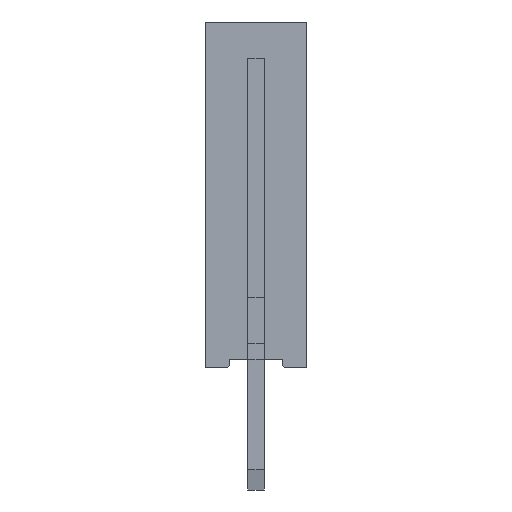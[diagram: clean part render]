
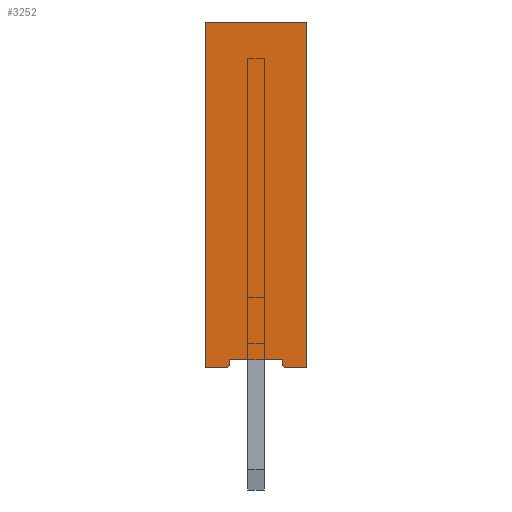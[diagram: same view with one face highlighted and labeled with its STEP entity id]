
A CAD part, front view. The second image highlights one B-rep face of the part: STEP entity #3252.
In plain terms, the highlighted planar face has unit normal (0, -1, 0).
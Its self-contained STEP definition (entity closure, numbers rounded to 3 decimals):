
#1044 = VERTEX_POINT('',#1045);
#1045 = CARTESIAN_POINT('',(-1.25,-72.39,0.));
#1051 = EDGE_CURVE('',#1052,#1044,#1054,.T.);
#1052 = VERTEX_POINT('',#1053);
#1053 = CARTESIAN_POINT('',(-0.75,-72.39,0.));
#1054 = LINE('',#1055,#1056);
#1055 = CARTESIAN_POINT('',(1.25,-72.39,0.));
#1056 = VECTOR('',#1057,1.);
#1057 = DIRECTION('',(-1.,0.,0.));
#1075 = EDGE_CURVE('',#1076,#1052,#1078,.T.);
#1076 = VERTEX_POINT('',#1077);
#1077 = CARTESIAN_POINT('',(-0.65,-72.39,0.1));
#1078 = CIRCLE('',#1079,0.1);
#1079 = AXIS2_PLACEMENT_3D('',#1080,#1081,#1082);
#1080 = CARTESIAN_POINT('',(-0.75,-72.39,0.1));
#1081 = DIRECTION('',(-0.,1.,0.));
#1082 = DIRECTION('',(1.,0.,0.));
#1100 = VERTEX_POINT('',#1101);
#1101 = CARTESIAN_POINT('',(-0.65,-72.39,0.2));
#1107 = EDGE_CURVE('',#1076,#1100,#1108,.T.);
#1108 = LINE('',#1109,#1110);
#1109 = CARTESIAN_POINT('',(-0.65,-72.39,0.1));
#1110 = VECTOR('',#1111,1.);
#1111 = DIRECTION('',(0.,0.,1.));
#1124 = VERTEX_POINT('',#1125);
#1125 = CARTESIAN_POINT('',(0.65,-72.39,0.2));
#1131 = EDGE_CURVE('',#1100,#1124,#1132,.T.);
#1132 = LINE('',#1133,#1134);
#1133 = CARTESIAN_POINT('',(0.95,-72.39,0.2));
#1134 = VECTOR('',#1135,1.);
#1135 = DIRECTION('',(1.,0.,0.));
#2134 = VERTEX_POINT('',#2135);
#2135 = CARTESIAN_POINT('',(0.65,-72.39,0.1));
#2141 = EDGE_CURVE('',#1124,#2134,#2142,.T.);
#2142 = LINE('',#2143,#2144);
#2143 = CARTESIAN_POINT('',(0.65,-72.39,0.05));
#2144 = VECTOR('',#2145,1.);
#2145 = DIRECTION('',(-0.,-0.,-1.));
#2158 = EDGE_CURVE('',#2159,#2134,#2161,.T.);
#2159 = VERTEX_POINT('',#2160);
#2160 = CARTESIAN_POINT('',(0.75,-72.39,0.));
#2161 = CIRCLE('',#2162,0.1);
#2162 = AXIS2_PLACEMENT_3D('',#2163,#2164,#2165);
#2163 = CARTESIAN_POINT('',(0.75,-72.39,0.1));
#2164 = DIRECTION('',(-0.,1.,0.));
#2165 = DIRECTION('',(1.,0.,0.));
#2183 = EDGE_CURVE('',#2184,#2159,#2186,.T.);
#2184 = VERTEX_POINT('',#2185);
#2185 = CARTESIAN_POINT('',(1.25,-72.39,0.));
#2186 = LINE('',#2187,#2188);
#2187 = CARTESIAN_POINT('',(1.25,-72.39,0.));
#2188 = VECTOR('',#2189,1.);
#2189 = DIRECTION('',(-1.,0.,0.));
#2207 = VERTEX_POINT('',#2208);
#2208 = CARTESIAN_POINT('',(1.25,-72.39,8.5));
#2214 = EDGE_CURVE('',#2184,#2207,#2215,.T.);
#2215 = LINE('',#2216,#2217);
#2216 = CARTESIAN_POINT('',(1.25,-72.39,0.));
#2217 = VECTOR('',#2218,1.);
#2218 = DIRECTION('',(0.,0.,1.));
#2231 = VERTEX_POINT('',#2232);
#2232 = CARTESIAN_POINT('',(-1.25,-72.39,8.5));
#2238 = EDGE_CURVE('',#2207,#2231,#2239,.T.);
#2239 = LINE('',#2240,#2241);
#2240 = CARTESIAN_POINT('',(1.25,-72.39,8.5));
#2241 = VECTOR('',#2242,1.);
#2242 = DIRECTION('',(-1.,0.,0.));
#3239 = EDGE_CURVE('',#1044,#2231,#3240,.T.);
#3240 = LINE('',#3241,#3242);
#3241 = CARTESIAN_POINT('',(-1.25,-72.39,0.));
#3242 = VECTOR('',#3243,1.);
#3243 = DIRECTION('',(0.,0.,1.));
#3252 = ADVANCED_FACE('',(#3253),#3265,.T.);
#3253 = FACE_BOUND('',#3254,.T.);
#3254 = EDGE_LOOP('',(#3255,#3256,#3257,#3258,#3259,#3260,#3261,#3262,
    #3263,#3264));
#3255 = ORIENTED_EDGE('',*,*,#2183,.F.);
#3256 = ORIENTED_EDGE('',*,*,#2214,.T.);
#3257 = ORIENTED_EDGE('',*,*,#2238,.T.);
#3258 = ORIENTED_EDGE('',*,*,#3239,.F.);
#3259 = ORIENTED_EDGE('',*,*,#1051,.F.);
#3260 = ORIENTED_EDGE('',*,*,#1075,.F.);
#3261 = ORIENTED_EDGE('',*,*,#1107,.T.);
#3262 = ORIENTED_EDGE('',*,*,#1131,.T.);
#3263 = ORIENTED_EDGE('',*,*,#2141,.T.);
#3264 = ORIENTED_EDGE('',*,*,#2158,.F.);
#3265 = PLANE('',#3266);
#3266 = AXIS2_PLACEMENT_3D('',#3267,#3268,#3269);
#3267 = CARTESIAN_POINT('',(1.25,-72.39,0.));
#3268 = DIRECTION('',(0.,-1.,0.));
#3269 = DIRECTION('',(-1.,0.,0.));
